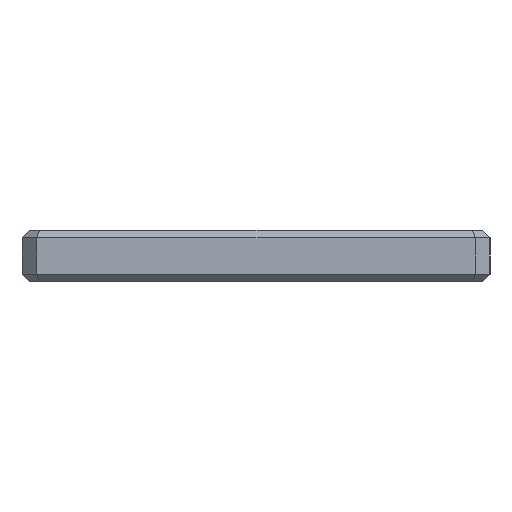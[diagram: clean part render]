
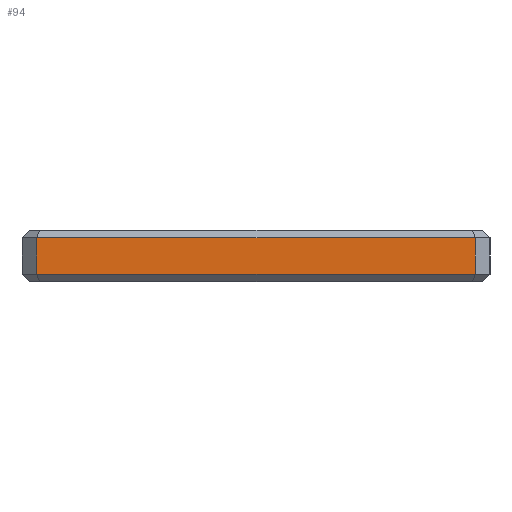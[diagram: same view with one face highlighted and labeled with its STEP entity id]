
A CAD part, left-side view. The second image highlights one B-rep face of the part: STEP entity #94.
In plain terms, the highlighted planar face has unit normal (-1, 0, 0).
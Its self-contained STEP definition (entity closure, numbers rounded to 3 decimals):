
#1 = CARTESIAN_POINT ( 'NONE',  ( -15.75, 16., 10. ) ) ;
#4 = ORIENTED_EDGE ( 'NONE', *, *, #218, .T. ) ;
#5 = VECTOR ( 'NONE', #126, 1000. ) ;
#94 = ADVANCED_FACE ( 'NONE', ( #981 ), #1772, .F. ) ;
#126 = DIRECTION ( 'NONE',  ( 0., 0., 1. ) ) ;
#138 = VECTOR ( 'NONE', #1973, 1000. ) ;
#214 = EDGE_CURVE ( 'NONE', #1519, #640, #887, .T. ) ;
#218 = EDGE_CURVE ( 'NONE', #1953, #1519, #687, .T. ) ;
#381 = LINE ( 'NONE', #1174, #138 ) ;
#393 = EDGE_LOOP ( 'NONE', ( #1410, #1004, #4, #768 ) ) ;
#640 = VERTEX_POINT ( 'NONE', #751 ) ;
#687 = LINE ( 'NONE', #1487, #1904 ) ;
#751 = CARTESIAN_POINT ( 'NONE',  ( -15.75, -15., 0.5 ) ) ;
#768 = ORIENTED_EDGE ( 'NONE', *, *, #214, .T. ) ;
#787 = DIRECTION ( 'NONE',  ( 1., 0., 0. ) ) ;
#887 = LINE ( 'NONE', #1675, #2373 ) ;
#981 = FACE_OUTER_BOUND ( 'NONE', #393, .T. ) ;
#1004 = ORIENTED_EDGE ( 'NONE', *, *, #2437, .T. ) ;
#1111 = LINE ( 'NONE', #1909, #5 ) ;
#1174 = CARTESIAN_POINT ( 'NONE',  ( -15.75, 16., 3. ) ) ;
#1216 = EDGE_CURVE ( 'NONE', #640, #2212, #1111, .T. ) ;
#1318 = CARTESIAN_POINT ( 'NONE',  ( -15.75, 15., 3. ) ) ;
#1410 = ORIENTED_EDGE ( 'NONE', *, *, #1216, .T. ) ;
#1472 = CARTESIAN_POINT ( 'NONE',  ( -15.75, 15., 0.5 ) ) ;
#1487 = CARTESIAN_POINT ( 'NONE',  ( -15.75, 15., 10. ) ) ;
#1519 = VERTEX_POINT ( 'NONE', #1472 ) ;
#1528 = AXIS2_PLACEMENT_3D ( 'NONE', #1, #787, #1580 ) ;
#1580 = DIRECTION ( 'NONE',  ( 0., 1., 0. ) ) ;
#1675 = CARTESIAN_POINT ( 'NONE',  ( -15.75, -15., 0.5 ) ) ;
#1772 = PLANE ( 'NONE',  #1528 ) ;
#1904 = VECTOR ( 'NONE', #2293, 1000. ) ;
#1909 = CARTESIAN_POINT ( 'NONE',  ( -15.75, -15., 10. ) ) ;
#1953 = VERTEX_POINT ( 'NONE', #1318 ) ;
#1973 = DIRECTION ( 'NONE',  ( 0., 1., 0. ) ) ;
#2212 = VERTEX_POINT ( 'NONE', #2479 ) ;
#2293 = DIRECTION ( 'NONE',  ( 0., 0., -1. ) ) ;
#2373 = VECTOR ( 'NONE', #2489, 1000. ) ;
#2437 = EDGE_CURVE ( 'NONE', #2212, #1953, #381, .T. ) ;
#2479 = CARTESIAN_POINT ( 'NONE',  ( -15.75, -15., 3. ) ) ;
#2489 = DIRECTION ( 'NONE',  ( 0., -1., 0. ) ) ;
